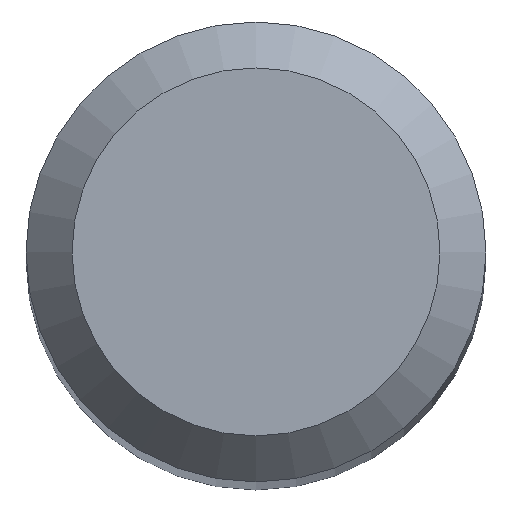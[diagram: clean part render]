
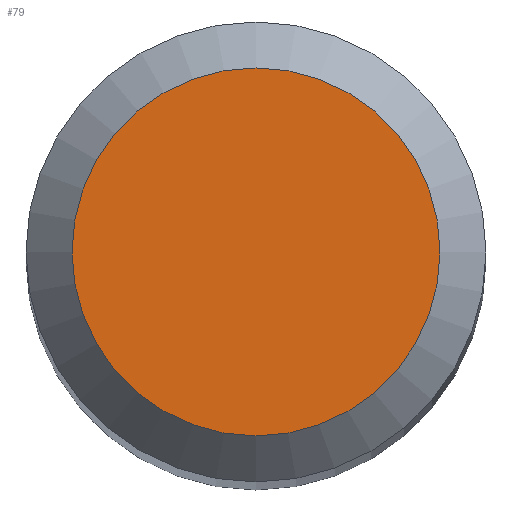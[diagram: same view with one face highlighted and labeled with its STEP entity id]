
A CAD part, top view. The second image highlights one B-rep face of the part: STEP entity #79.
In plain terms, the highlighted planar face has unit normal (0, 0, 1).
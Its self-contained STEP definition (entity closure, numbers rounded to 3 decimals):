
#10 = ORIENTED_EDGE ( 'NONE', *, *, #207, .F. ) ;
#28 = CIRCLE ( 'NONE', #143, 1.2 ) ;
#33 = DIRECTION ( 'NONE',  ( 0., 1., 0. ) ) ;
#36 = VERTEX_POINT ( 'NONE', #107 ) ;
#43 = FACE_OUTER_BOUND ( 'NONE', #97, .T. ) ;
#46 = PLANE ( 'NONE',  #62 ) ;
#62 = AXIS2_PLACEMENT_3D ( 'NONE', #204, #112, #96 ) ;
#79 = ADVANCED_FACE ( 'NONE', ( #43 ), #46, .F. ) ;
#96 = DIRECTION ( 'NONE',  ( 0., 1., 0. ) ) ;
#97 = EDGE_LOOP ( 'NONE', ( #10 ) ) ;
#99 = CARTESIAN_POINT ( 'NONE',  ( 0., 0., 38. ) ) ;
#107 = CARTESIAN_POINT ( 'NONE',  ( 0., 1.2, 38. ) ) ;
#112 = DIRECTION ( 'NONE',  ( 0., 0., -1. ) ) ;
#115 = DIRECTION ( 'NONE',  ( 0., 0., -1. ) ) ;
#143 = AXIS2_PLACEMENT_3D ( 'NONE', #99, #115, #33 ) ;
#204 = CARTESIAN_POINT ( 'NONE',  ( 0., 0., 38. ) ) ;
#207 = EDGE_CURVE ( 'NONE', #36, #36, #28, .T. ) ;
